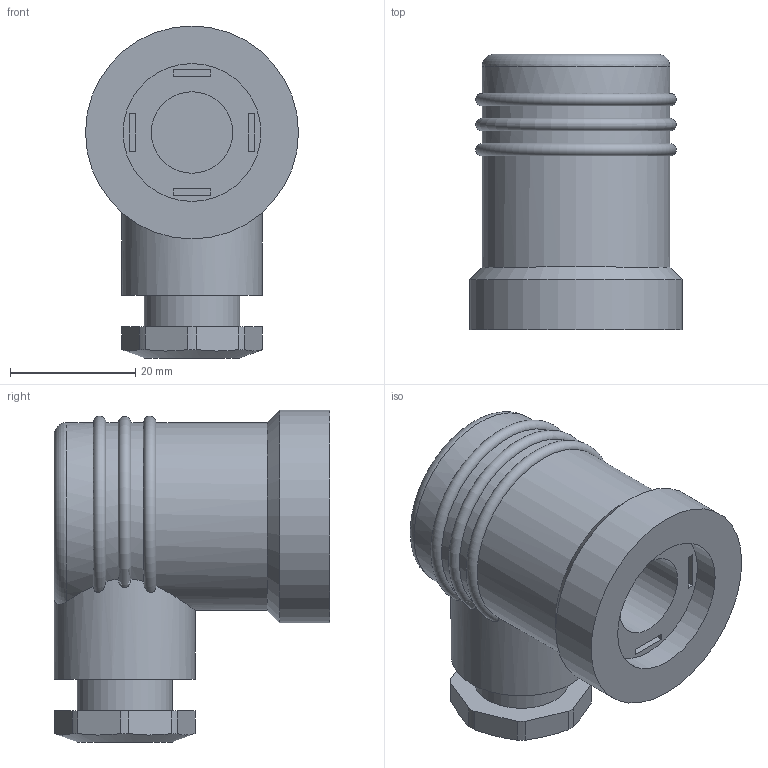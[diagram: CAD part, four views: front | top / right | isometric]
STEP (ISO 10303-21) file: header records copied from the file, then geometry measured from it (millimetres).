
FILE_DESCRIPTION(/* description */ ('STEP AP214'),/* implementation_level */ '2;1');
FILE_NAME(/* name */ '161209_PEV-1_4-A-WD',/* time_stamp */ '2024-09-13T18:18:55+02:00',/* author */ ('License CC BY-ND 4.0'),/* organization */ ('CADENAS'),/* preprocessor_version */ 'ST-DEVELOPER v19.3',/* originating_system */ 'PARTsolutions',/* authorisation */ ' ');
FILE_SCHEMA (('AUTOMOTIVE_DESIGN {1 0 10303 214 3 1 1}'));
Length unit declared in the file: millimetre
Products named in the file (1): 161209 PEV-1/4-A-WD
Bounding box: 34 x 44 x 53 mm (x, y, z)
Volume: 37105.6 mm3; surface area: 9626.2 mm2
Topology: 1 solids, 1 shells, 68 faces, 163 edges, 108 vertices
Faces by surface type: plane 40, cylinder 20, torus 6, cone 2
Full cylindrical faces by diameter (mm): 8 x2, 8.4 x1, 13 x1, 15.2 x1, 22 x1, 22.5 x1, 30 x1, 34 x1
Entity records: 2450 total; most frequent: CARTESIAN_POINT 443, DIRECTION 304, ORIENTED_EDGE 294, EDGE_CURVE 147, AXIS2_PLACEMENT_3D 113, VERTEX_POINT 103, EDGE_LOOP 90, FACE_BOUND 90
